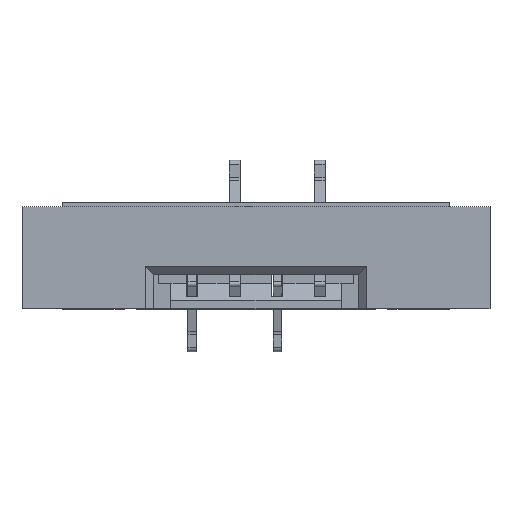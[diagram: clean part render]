
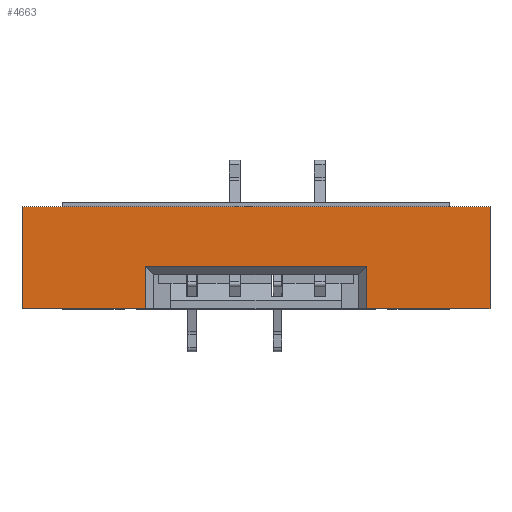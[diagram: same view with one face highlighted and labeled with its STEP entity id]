
A CAD part, top view. The second image highlights one B-rep face of the part: STEP entity #4663.
In plain terms, the highlighted planar face has unit normal (0, 0, 1).
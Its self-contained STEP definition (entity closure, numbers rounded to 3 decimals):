
#305 = EDGE_CURVE ( 'NONE', #25375, #10537, #21307, .T. ) ;
#901 = DIRECTION ( 'NONE',  ( 1., 0., 0. ) ) ;
#1210 = ORIENTED_EDGE ( 'NONE', *, *, #16464, .T. ) ;
#2053 = DIRECTION ( 'NONE',  ( 0., 1., 0. ) ) ;
#3137 = LINE ( 'NONE', #25202, #16913 ) ;
#3656 = VECTOR ( 'NONE', #9301, 1000. ) ;
#3962 = LINE ( 'NONE', #25999, #13522 ) ;
#4215 = VECTOR ( 'NONE', #2053, 1000. ) ;
#4224 = ORIENTED_EDGE ( 'NONE', *, *, #305, .T. ) ;
#4397 = ORIENTED_EDGE ( 'NONE', *, *, #9841, .T. ) ;
#4663 = ADVANCED_FACE ( 'NONE', ( #23764 ), #25613, .F. ) ;
#4950 = CARTESIAN_POINT ( 'NONE',  ( -5.5, -1.25, 5.4 ) ) ;
#5138 = CARTESIAN_POINT ( 'NONE',  ( -2.6, -0.25, 5.4 ) ) ;
#5905 = CARTESIAN_POINT ( 'NONE',  ( 5.5, 1.15, 5.4 ) ) ;
#6742 = LINE ( 'NONE', #14807, #10793 ) ;
#6773 = LINE ( 'NONE', #16985, #22197 ) ;
#7167 = DIRECTION ( 'NONE',  ( 0., 1., 0. ) ) ;
#7631 = VERTEX_POINT ( 'NONE', #5905 ) ;
#8406 = VERTEX_POINT ( 'NONE', #20438 ) ;
#9301 = DIRECTION ( 'NONE',  ( 1., 0., 0. ) ) ;
#9649 = VECTOR ( 'NONE', #901, 1000. ) ;
#9841 = EDGE_CURVE ( 'NONE', #11823, #25304, #12251, .T. ) ;
#10537 = VERTEX_POINT ( 'NONE', #19527 ) ;
#10616 = CARTESIAN_POINT ( 'NONE',  ( -5.5, -1.25, 5.4 ) ) ;
#10793 = VECTOR ( 'NONE', #21146, 1000. ) ;
#10970 = CARTESIAN_POINT ( 'NONE',  ( 2.6, -0.25, 5.4 ) ) ;
#11041 = EDGE_CURVE ( 'NONE', #10537, #7631, #6773, .T. ) ;
#11823 = VERTEX_POINT ( 'NONE', #23297 ) ;
#12251 = LINE ( 'NONE', #20344, #4215 ) ;
#13522 = VECTOR ( 'NONE', #21985, 1000. ) ;
#14478 = ORIENTED_EDGE ( 'NONE', *, *, #19765, .F. ) ;
#14534 = EDGE_CURVE ( 'NONE', #25304, #21268, #23502, .T. ) ;
#14807 = CARTESIAN_POINT ( 'NONE',  ( 2.6, -1.25, 5.4 ) ) ;
#15745 = EDGE_CURVE ( 'NONE', #24118, #11823, #24924, .T. ) ;
#15917 = DIRECTION ( 'NONE',  ( 0., 0., -1. ) ) ;
#16464 = EDGE_CURVE ( 'NONE', #21268, #25375, #6742, .T. ) ;
#16913 = VECTOR ( 'NONE', #19444, 1000. ) ;
#16985 = CARTESIAN_POINT ( 'NONE',  ( 5.5, -1.25, 5.4 ) ) ;
#17169 = VECTOR ( 'NONE', #18774, 1000. ) ;
#17537 = CARTESIAN_POINT ( 'NONE',  ( -5.5, -0.25, 5.4 ) ) ;
#17898 = ORIENTED_EDGE ( 'NONE', *, *, #14534, .T. ) ;
#18774 = DIRECTION ( 'NONE',  ( 1., 0., 0. ) ) ;
#19251 = EDGE_CURVE ( 'NONE', #24118, #8406, #3137, .T. ) ;
#19330 = CARTESIAN_POINT ( 'NONE',  ( -5.5, -1.25, 5.4 ) ) ;
#19393 = EDGE_LOOP ( 'NONE', ( #20026, #4397, #17898, #1210, #4224, #23213, #14478, #20095 ) ) ;
#19444 = DIRECTION ( 'NONE',  ( 0., 1., 0. ) ) ;
#19527 = CARTESIAN_POINT ( 'NONE',  ( 5.5, -1.25, 5.4 ) ) ;
#19765 = EDGE_CURVE ( 'NONE', #8406, #7631, #3962, .T. ) ;
#20026 = ORIENTED_EDGE ( 'NONE', *, *, #15745, .T. ) ;
#20095 = ORIENTED_EDGE ( 'NONE', *, *, #19251, .F. ) ;
#20344 = CARTESIAN_POINT ( 'NONE',  ( -2.6, -0.45, 5.4 ) ) ;
#20438 = CARTESIAN_POINT ( 'NONE',  ( -5.5, 1.15, 5.4 ) ) ;
#21146 = DIRECTION ( 'NONE',  ( 0., -1., 0. ) ) ;
#21268 = VERTEX_POINT ( 'NONE', #10970 ) ;
#21307 = LINE ( 'NONE', #19330, #3656 ) ;
#21985 = DIRECTION ( 'NONE',  ( 1., 0., 0. ) ) ;
#22197 = VECTOR ( 'NONE', #7167, 1000. ) ;
#22525 = DIRECTION ( 'NONE',  ( -1., 0., 0. ) ) ;
#23213 = ORIENTED_EDGE ( 'NONE', *, *, #11041, .T. ) ;
#23297 = CARTESIAN_POINT ( 'NONE',  ( -2.6, -1.25, 5.4 ) ) ;
#23502 = LINE ( 'NONE', #17537, #9649 ) ;
#23764 = FACE_OUTER_BOUND ( 'NONE', #19393, .T. ) ;
#24118 = VERTEX_POINT ( 'NONE', #4950 ) ;
#24150 = CARTESIAN_POINT ( 'NONE',  ( -5.5, -1.25, 5.4 ) ) ;
#24924 = LINE ( 'NONE', #10616, #17169 ) ;
#25202 = CARTESIAN_POINT ( 'NONE',  ( -5.5, -1.25, 5.4 ) ) ;
#25304 = VERTEX_POINT ( 'NONE', #5138 ) ;
#25375 = VERTEX_POINT ( 'NONE', #25446 ) ;
#25446 = CARTESIAN_POINT ( 'NONE',  ( 2.6, -1.25, 5.4 ) ) ;
#25613 = PLANE ( 'NONE',  #26150 ) ;
#25999 = CARTESIAN_POINT ( 'NONE',  ( -5.5, 1.15, 5.4 ) ) ;
#26150 = AXIS2_PLACEMENT_3D ( 'NONE', #24150, #15917, #22525 ) ;
